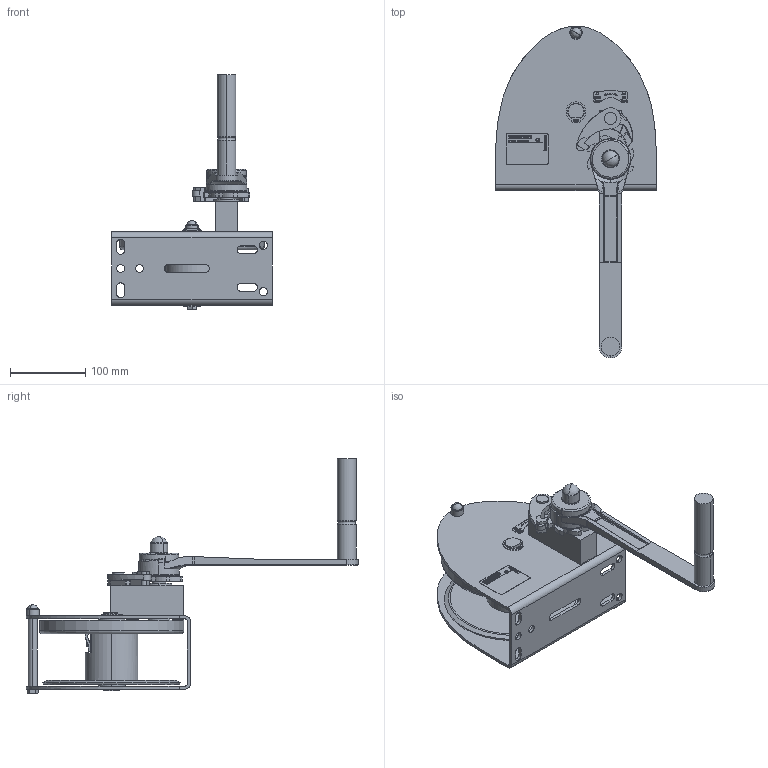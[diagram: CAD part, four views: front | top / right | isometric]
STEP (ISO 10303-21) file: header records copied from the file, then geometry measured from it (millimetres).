
FILE_DESCRIPTION(('Creo Elements/Direct Modeling STEP Export'),'2;1');
FILE_NAME('232008.stp','2017-03-24T15:11:55',(''),(''),'Creo Elements/Direct Modeling STEP processor for AP214 (Solid Model)','Creo Elements/Direct Modeling 18.1A 09-Jun-2012 (C) Parametric Technology GmbH','');
FILE_SCHEMA(('AUTOMOTIVE_DESIGN { 1 0 10303 214 1 1 1 1 }'));
Length unit declared in the file: millimetre
Products named in the file (3): Konsolenseilwinde_KWV650_mont; Sicherheitskurbel; Konsolenseilwinde_KWV650_232008A
Assembly tree (2 placements, depth 2):
  Konsolenseilwinde_KWV650_232008A
    Sicherheitskurbel
    Konsolenseilwinde_KWV650_mont
Bounding box: 214 x 442 x 312.36 mm (x, y, z)
Volume: 1594978.7 mm3; surface area: 394811.1 mm2
Topology: 2 solids, 2 shells, 694 faces, 4661 edges, 4123 vertices
Faces by surface type: plane 304, cylinder 210, bspline 93, cone 38, torus 35, extrusion 8, sphere 6
Entity records: 67743 total; most frequent: CARTESIAN_POINT 31335, ORIENTED_EDGE 9296, DIRECTION 5353, EDGE_CURVE 4648, VERTEX_POINT 4123, VECTOR 3765, LINE 3757, EDGE_LOOP 889
